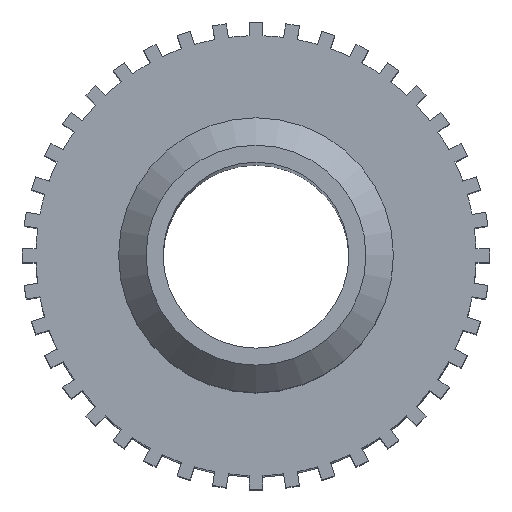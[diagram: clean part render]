
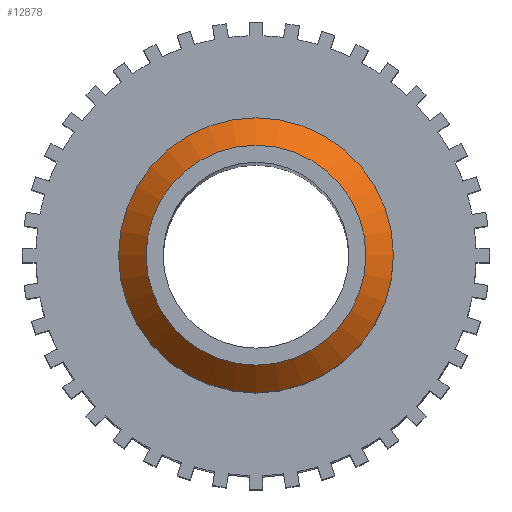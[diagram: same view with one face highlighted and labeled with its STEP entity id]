
A CAD part, top view. The second image highlights one B-rep face of the part: STEP entity #12878.
In plain terms, the highlighted conical face has half-angle 45 degrees and reference radius 2.5 mm.
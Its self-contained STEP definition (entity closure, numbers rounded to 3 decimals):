
#4574 = CYLINDRICAL_SURFACE('',#4575,2.5);
#4575 = AXIS2_PLACEMENT_3D('',#4576,#4577,#4578);
#4576 = CARTESIAN_POINT('',(0.,0.,31.)
  );
#4577 = DIRECTION('',(0.,0.,1.));
#4578 = DIRECTION('',(1.,0.,0.));
#12737 = PLANE('',#12738);
#12738 = AXIS2_PLACEMENT_3D('',#12739,#12740,#12741);
#12739 = CARTESIAN_POINT('',(0.,0.,31.)
  );
#12740 = DIRECTION('',(0.,0.,1.));
#12741 = DIRECTION('',(1.,0.,0.));
#12812 = EDGE_CURVE('',#12813,#12813,#12815,.T.);
#12813 = VERTEX_POINT('',#12814);
#12814 = CARTESIAN_POINT('',(2.,0.,31.));
#12815 = SURFACE_CURVE('',#12816,(#12821,#12828),.PCURVE_S1.);
#12816 = CIRCLE('',#12817,2.);
#12817 = AXIS2_PLACEMENT_3D('',#12818,#12819,#12820);
#12818 = CARTESIAN_POINT('',(0.,0.,31.)
  );
#12819 = DIRECTION('',(0.,0.,1.));
#12820 = DIRECTION('',(1.,0.,0.));
#12821 = PCURVE('',#12737,#12822);
#12822 = DEFINITIONAL_REPRESENTATION('',(#12823),#12827);
#12823 = CIRCLE('',#12824,2.);
#12824 = AXIS2_PLACEMENT_2D('',#12825,#12826);
#12825 = CARTESIAN_POINT('',(0.,0.));
#12826 = DIRECTION('',(1.,0.));
#12827 = ( GEOMETRIC_REPRESENTATION_CONTEXT(2) 
PARAMETRIC_REPRESENTATION_CONTEXT() REPRESENTATION_CONTEXT('2D SPACE',''
  ) );
#12828 = PCURVE('',#12829,#12834);
#12829 = CONICAL_SURFACE('',#12830,2.5,0.785);
#12830 = AXIS2_PLACEMENT_3D('',#12831,#12832,#12833);
#12831 = CARTESIAN_POINT('',(0.,0.,30.5
    ));
#12832 = DIRECTION('',(0.,0.,-1.));
#12833 = DIRECTION('',(1.,0.,0.));
#12834 = DEFINITIONAL_REPRESENTATION('',(#12835),#12839);
#12835 = LINE('',#12836,#12837);
#12836 = CARTESIAN_POINT('',(-0.,-0.5));
#12837 = VECTOR('',#12838,1.);
#12838 = DIRECTION('',(-1.,-0.));
#12839 = ( GEOMETRIC_REPRESENTATION_CONTEXT(2) 
PARAMETRIC_REPRESENTATION_CONTEXT() REPRESENTATION_CONTEXT('2D SPACE',''
  ) );
#12878 = ADVANCED_FACE('',(#12879),#12829,.T.);
#12879 = FACE_BOUND('',#12880,.T.);
#12880 = EDGE_LOOP('',(#12881,#12902,#12924,#12925));
#12881 = ORIENTED_EDGE('',*,*,#12882,.F.);
#12882 = EDGE_CURVE('',#12883,#12813,#12885,.T.);
#12883 = VERTEX_POINT('',#12884);
#12884 = CARTESIAN_POINT('',(2.5,0.,30.5));
#12885 = SEAM_CURVE('',#12886,(#12890,#12896),.PCURVE_S1.);
#12886 = LINE('',#12887,#12888);
#12887 = CARTESIAN_POINT('',(2.5,0.,30.5));
#12888 = VECTOR('',#12889,1.);
#12889 = DIRECTION('',(-0.707,0.,
    0.707));
#12890 = PCURVE('',#12829,#12891);
#12891 = DEFINITIONAL_REPRESENTATION('',(#12892),#12895);
#12892 = B_SPLINE_CURVE_WITH_KNOTS('',1,(#12893,#12894),.UNSPECIFIED.,
  .F.,.F.,(2,2),(0.,0.707),.PIECEWISE_BEZIER_KNOTS.);
#12893 = CARTESIAN_POINT('',(0.,0.));
#12894 = CARTESIAN_POINT('',(0.,-0.5));
#12895 = ( GEOMETRIC_REPRESENTATION_CONTEXT(2) 
PARAMETRIC_REPRESENTATION_CONTEXT() REPRESENTATION_CONTEXT('2D SPACE',''
  ) );
#12896 = PCURVE('',#12829,#12897);
#12897 = DEFINITIONAL_REPRESENTATION('',(#12898),#12901);
#12898 = B_SPLINE_CURVE_WITH_KNOTS('',1,(#12899,#12900),.UNSPECIFIED.,
  .F.,.F.,(2,2),(0.,0.707),.PIECEWISE_BEZIER_KNOTS.);
#12899 = CARTESIAN_POINT('',(-6.283,0.));
#12900 = CARTESIAN_POINT('',(-6.283,-0.5));
#12901 = ( GEOMETRIC_REPRESENTATION_CONTEXT(2) 
PARAMETRIC_REPRESENTATION_CONTEXT() REPRESENTATION_CONTEXT('2D SPACE',''
  ) );
#12902 = ORIENTED_EDGE('',*,*,#12903,.T.);
#12903 = EDGE_CURVE('',#12883,#12883,#12904,.T.);
#12904 = SURFACE_CURVE('',#12905,(#12910,#12917),.PCURVE_S1.);
#12905 = CIRCLE('',#12906,2.5);
#12906 = AXIS2_PLACEMENT_3D('',#12907,#12908,#12909);
#12907 = CARTESIAN_POINT('',(0.,0.,30.5
    ));
#12908 = DIRECTION('',(0.,0.,1.));
#12909 = DIRECTION('',(1.,0.,0.));
#12910 = PCURVE('',#12829,#12911);
#12911 = DEFINITIONAL_REPRESENTATION('',(#12912),#12916);
#12912 = LINE('',#12913,#12914);
#12913 = CARTESIAN_POINT('',(-0.,-0.));
#12914 = VECTOR('',#12915,1.);
#12915 = DIRECTION('',(-1.,-0.));
#12916 = ( GEOMETRIC_REPRESENTATION_CONTEXT(2) 
PARAMETRIC_REPRESENTATION_CONTEXT() REPRESENTATION_CONTEXT('2D SPACE',''
  ) );
#12917 = PCURVE('',#4574,#12918);
#12918 = DEFINITIONAL_REPRESENTATION('',(#12919),#12923);
#12919 = LINE('',#12920,#12921);
#12920 = CARTESIAN_POINT('',(0.,-0.5));
#12921 = VECTOR('',#12922,1.);
#12922 = DIRECTION('',(1.,0.));
#12923 = ( GEOMETRIC_REPRESENTATION_CONTEXT(2) 
PARAMETRIC_REPRESENTATION_CONTEXT() REPRESENTATION_CONTEXT('2D SPACE',''
  ) );
#12924 = ORIENTED_EDGE('',*,*,#12882,.T.);
#12925 = ORIENTED_EDGE('',*,*,#12812,.F.);
